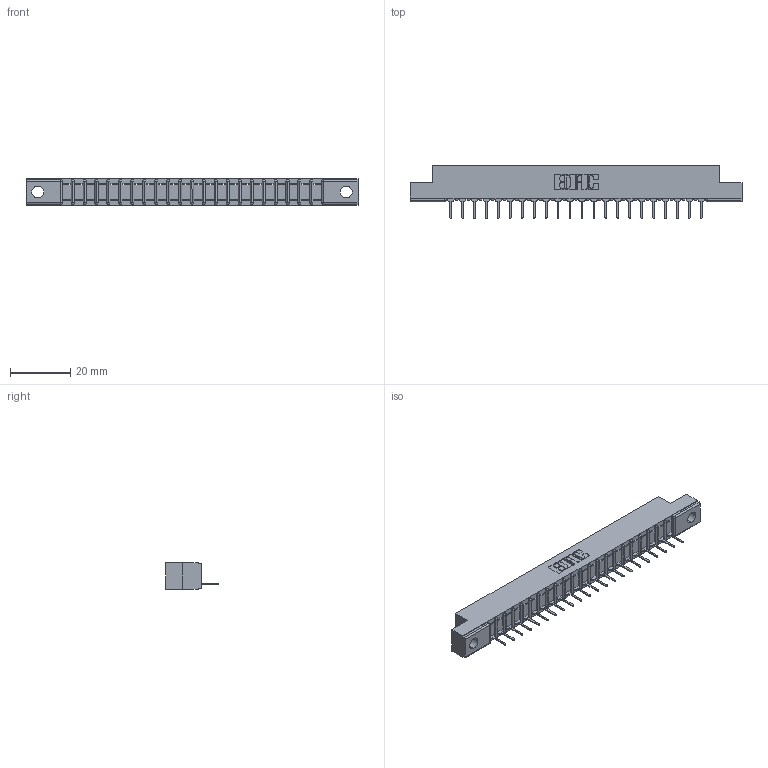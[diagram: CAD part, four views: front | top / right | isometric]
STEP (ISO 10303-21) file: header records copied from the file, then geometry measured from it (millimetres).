
FILE_DESCRIPTION (( 'STEP AP203' ), '1' );
FILE_NAME ('357-022-431-102.STEP', '2020-10-01T07:46:50', ( '' ), ( '' ), 'SwSTEP 2.0', 'SolidWorks 2020', '' );
FILE_SCHEMA (( 'CONFIG_CONTROL_DESIGN' ));
Length unit declared in the file: inch
Products named in the file (3): 307-290-001_531; 357-022-431-102; 307 Part_.128 Dia Mounting Holes
Assembly tree (23 placements, depth 2):
  357-022-431-102
    307 Part_.128 Dia Mounting Holes
    307-290-001_531  x22
Bounding box: 110.19 x 17.42 x 8.71 mm (x, y, z)
Volume: 6828.5 mm3; surface area: 10194.5 mm2
Topology: 23 solids, 23 shells, 1373 faces, 3887 edges, 2498 vertices
Faces by surface type: plane 884, cylinder 443, sphere 46
Entity records: 21296 total; most frequent: CARTESIAN_POINT 3580, ORIENTED_EDGE 3566, DIRECTION 3493, EDGE_CURVE 1783, VECTOR 1359, LINE 1359, VERTEX_POINT 1154, AXIS2_PLACEMENT_3D 1067
